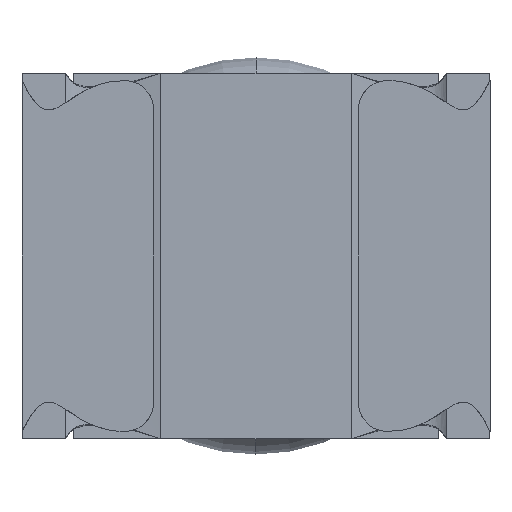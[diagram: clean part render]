
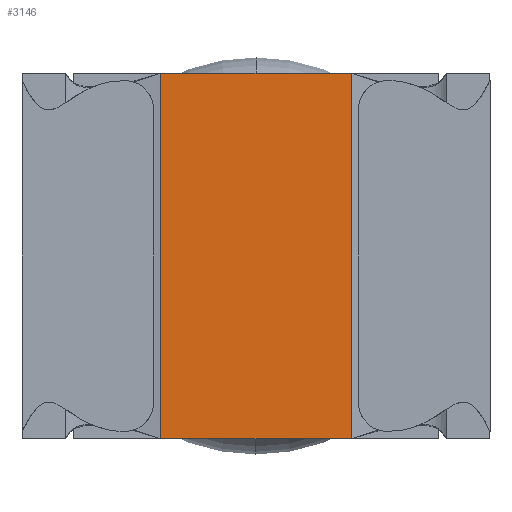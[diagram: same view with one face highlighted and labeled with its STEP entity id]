
A CAD part, front view. The second image highlights one B-rep face of the part: STEP entity #3146.
In plain terms, the highlighted planar face has unit normal (0, -1, 0).
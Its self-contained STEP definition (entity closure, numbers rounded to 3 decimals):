
#92 = PLANE ( 'NONE',  #2512 ) ;
#139 = LINE ( 'NONE', #1904, #2202 ) ;
#159 = CARTESIAN_POINT ( 'NONE',  ( 0.65, 0., 1.25 ) ) ;
#240 = CARTESIAN_POINT ( 'NONE',  ( 0.65, 0., -1.25 ) ) ;
#334 = DIRECTION ( 'NONE',  ( 0., 0., -1. ) ) ;
#398 = DIRECTION ( 'NONE',  ( 0., 0., 1. ) ) ;
#577 = DIRECTION ( 'NONE',  ( 0., -1., 0. ) ) ;
#617 = VECTOR ( 'NONE', #1143, 1000. ) ;
#625 = VERTEX_POINT ( 'NONE', #240 ) ;
#649 = LINE ( 'NONE', #2647, #617 ) ;
#781 = VECTOR ( 'NONE', #1144, 1000. ) ;
#1017 = ORIENTED_EDGE ( 'NONE', *, *, #1872, .F. ) ;
#1021 = ORIENTED_EDGE ( 'NONE', *, *, #3187, .T. ) ;
#1080 = VERTEX_POINT ( 'NONE', #2438 ) ;
#1143 = DIRECTION ( 'NONE',  ( -1., 0., 0. ) ) ;
#1144 = DIRECTION ( 'NONE',  ( 0., 0., 1. ) ) ;
#1355 = CARTESIAN_POINT ( 'NONE',  ( -0.65, 0., 1.25 ) ) ;
#1480 = ORIENTED_EDGE ( 'NONE', *, *, #1841, .F. ) ;
#1593 = CARTESIAN_POINT ( 'NONE',  ( 0.65, 0., -1.36 ) ) ;
#1594 = LINE ( 'NONE', #2385, #2665 ) ;
#1633 = CARTESIAN_POINT ( 'NONE',  ( 1.6, 0., -1.25 ) ) ;
#1841 = EDGE_CURVE ( 'NONE', #3158, #3000, #139, .T. ) ;
#1872 = EDGE_CURVE ( 'NONE', #625, #1080, #649, .T. ) ;
#1877 = EDGE_CURVE ( 'NONE', #1080, #3158, #1594, .T. ) ;
#1885 = ORIENTED_EDGE ( 'NONE', *, *, #1877, .F. ) ;
#1904 = CARTESIAN_POINT ( 'NONE',  ( -1.6, 0., 1.25 ) ) ;
#1935 = DIRECTION ( 'NONE',  ( 1., 0., 0. ) ) ;
#2202 = VECTOR ( 'NONE', #1935, 1000. ) ;
#2328 = EDGE_LOOP ( 'NONE', ( #1021, #1480, #1885, #1017 ) ) ;
#2370 = FACE_OUTER_BOUND ( 'NONE', #2328, .T. ) ;
#2385 = CARTESIAN_POINT ( 'NONE',  ( -0.65, 0., -1.36 ) ) ;
#2438 = CARTESIAN_POINT ( 'NONE',  ( -0.65, 0., -1.25 ) ) ;
#2512 = AXIS2_PLACEMENT_3D ( 'NONE', #1633, #577, #334 ) ;
#2647 = CARTESIAN_POINT ( 'NONE',  ( -1.6, 0., -1.25 ) ) ;
#2665 = VECTOR ( 'NONE', #398, 1000. ) ;
#3000 = VERTEX_POINT ( 'NONE', #159 ) ;
#3116 = LINE ( 'NONE', #1593, #781 ) ;
#3146 = ADVANCED_FACE ( 'NONE', ( #2370 ), #92, .T. ) ;
#3158 = VERTEX_POINT ( 'NONE', #1355 ) ;
#3187 = EDGE_CURVE ( 'NONE', #625, #3000, #3116, .T. ) ;
